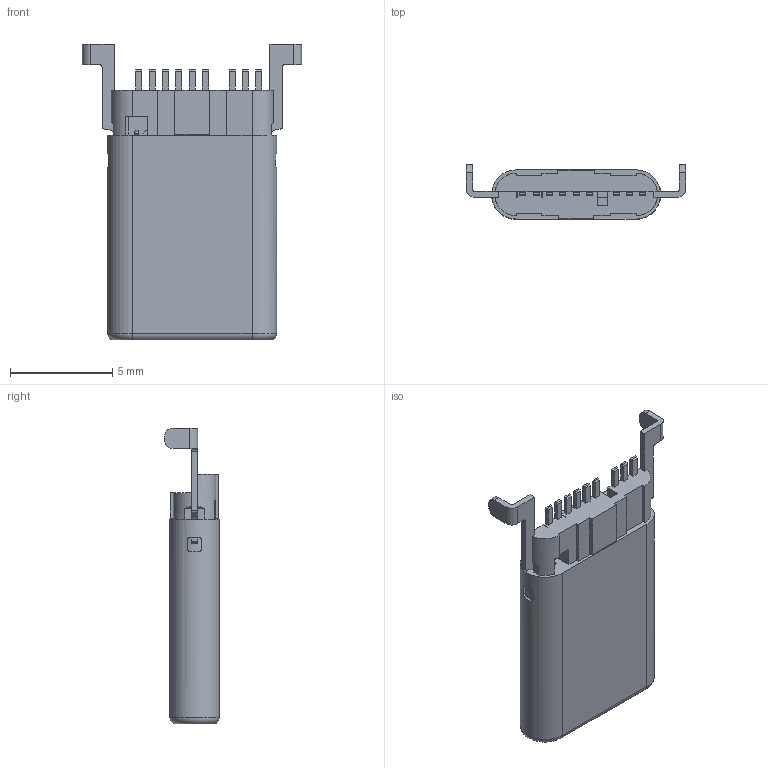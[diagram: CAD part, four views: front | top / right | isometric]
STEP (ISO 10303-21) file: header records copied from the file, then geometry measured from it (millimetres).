
FILE_DESCRIPTION((''),'2;1');
FILE_NAME('XDS-A_TC_2_M_215D_ASM','2025-12-20T13:13:56',('Administrator'),(''),'CREO PARAMETRIC BY PTC INC, 2022073','CREO PARAMETRIC BY PTC INC, 2022073','');
FILE_SCHEMA(('CONFIG_CONTROL_DESIGN'));
Length unit declared in the file: millimetre
Products named in the file (1): XDS-A_TC_2_M_215D_ASM
Bounding box: 10.7 x 2.65 x 14.45 mm (x, y, z)
Volume: 180.8 mm3; surface area: 421.6 mm2
Topology: 1 solids, 1 shells, 405 faces, 1220 edges, 815 vertices
Faces by surface type: plane 303, cylinder 98, torus 4
Entity records: 13873 total; most frequent: CARTESIAN_POINT 2600, ORIENTED_EDGE 2440, DIRECTION 2231, EDGE_CURVE 1220, VECTOR 955, LINE 955, VERTEX_POINT 815, AXIS2_PLACEMENT_3D 638
